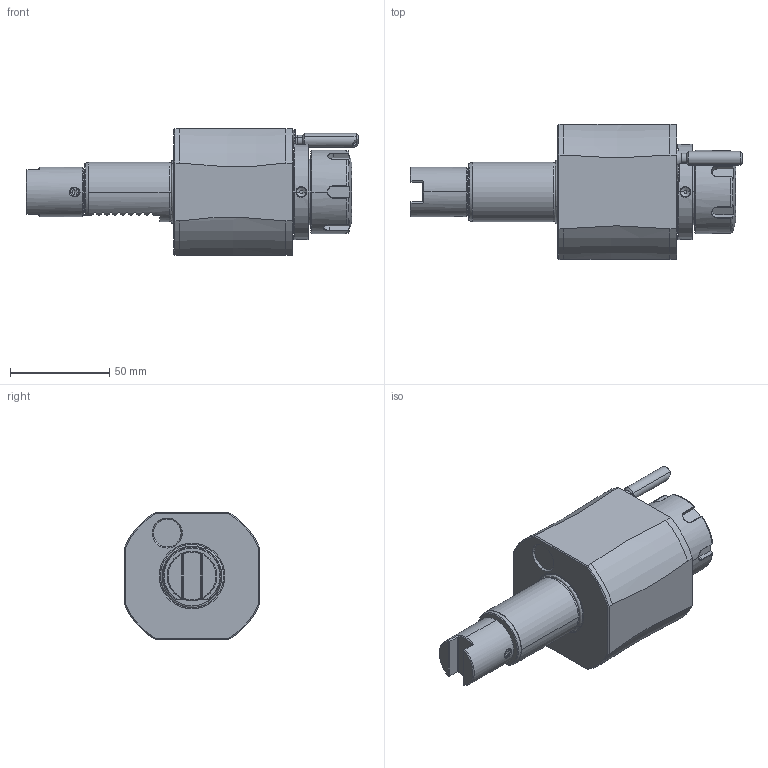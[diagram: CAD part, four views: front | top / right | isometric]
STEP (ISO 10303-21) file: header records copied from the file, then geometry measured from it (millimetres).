
FILE_DESCRIPTION((''),'2;1');
FILE_NAME('NGT1_30_161_25_1','2020-07-16T',('vali'),('NOVA GRUP'),'PRO/ENGINEER BY PARAMETRIC TECHNOLOGY CORPORATION, 2010280','PRO/ENGINEER BY PARAMETRIC TECHNOLOGY CORPORATION, 2010280','');
FILE_SCHEMA(('CONFIG_CONTROL_DESIGN'));
Length unit declared in the file: millimetre
Products named in the file (1): NGT1_30_161_25_1
Bounding box: 167.33 x 68 x 64 mm (x, y, z)
Volume: 316162.7 mm3; surface area: 37223.7 mm2
Topology: 1 solids, 1 shells, 276 faces, 682 edges, 423 vertices
Faces by surface type: plane 104, cylinder 61, cone 47, bspline 44, torus 18, sphere 2
Entity records: 12397 total; most frequent: CARTESIAN_POINT 6283, ORIENTED_EDGE 1360, DIRECTION 1091, EDGE_CURVE 680, VERTEX_POINT 423, AXIS2_PLACEMENT_3D 395, VECTOR 301, LINE 301
